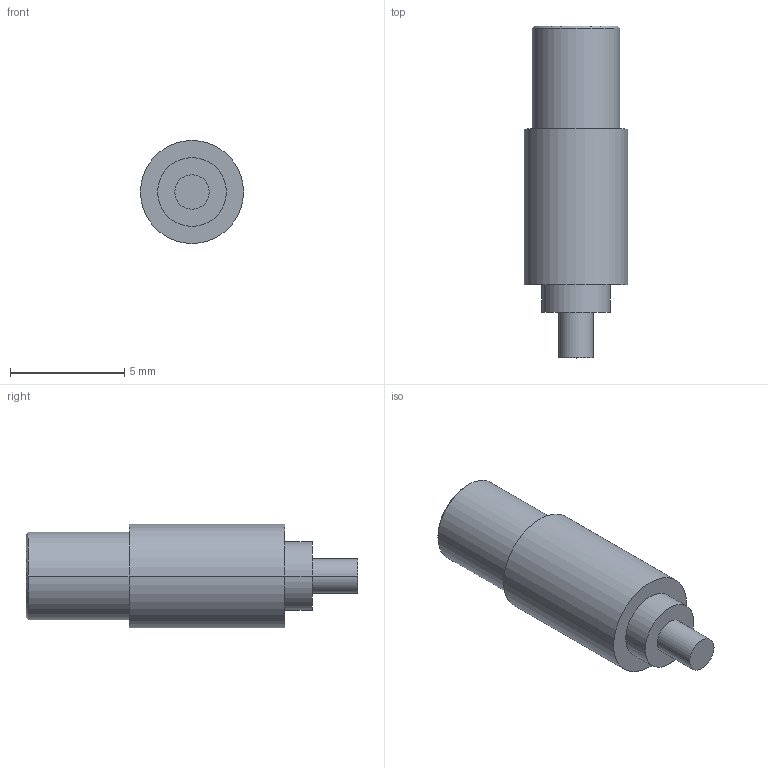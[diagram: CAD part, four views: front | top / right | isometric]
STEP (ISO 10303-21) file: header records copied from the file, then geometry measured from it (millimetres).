
FILE_DESCRIPTION((''),'2;1');
FILE_NAME('00112020102','2020-02-04T',('presta_be4'),(''),'CREO PARAMETRIC BY PTC INC, 2018360','CREO PARAMETRIC BY PTC INC, 2018360','');
FILE_SCHEMA(('CONFIG_CONTROL_DESIGN'));
Length unit declared in the file: millimetre
Products named in the file (1): 00112020102
Bounding box: 4.51 x 14.51 x 4.51 mm (x, y, z)
Volume: 124.9 mm3; surface area: 360.9 mm2
Topology: 1 solids, 3 shells, 99 faces, 248 edges, 160 vertices
Faces by surface type: plane 45, cylinder 32, cone 22
Entity records: 3132 total; most frequent: CARTESIAN_POINT 663, DIRECTION 534, ORIENTED_EDGE 488, EDGE_CURVE 244, AXIS2_PLACEMENT_3D 207, VERTEX_POINT 160, VECTOR 120, LINE 120
